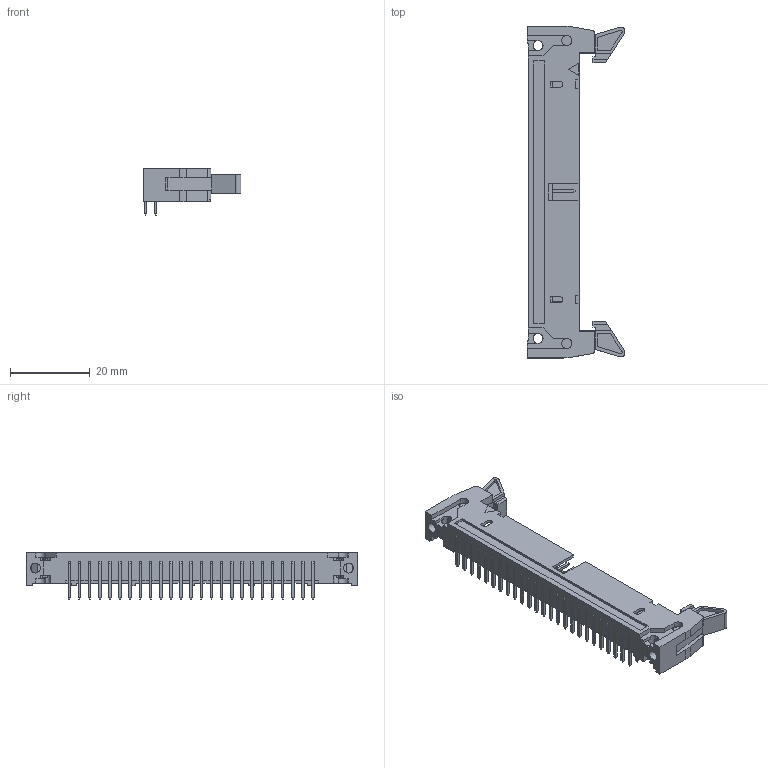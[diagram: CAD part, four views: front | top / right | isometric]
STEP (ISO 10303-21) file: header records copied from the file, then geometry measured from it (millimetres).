
FILE_DESCRIPTION(/* description */ ('Unknown'),/* implementation_level */ '2;1');
FILE_NAME(/* name */ 'J_Wurth_WR-BHD_61205022121',/* time_stamp */ '2025-05-15T11:24:12+08:00',/* author */ ('Unknown'),/* organization */ ('Unknown'),/* preprocessor_version */ 'ST-DEVELOPER v19.4',/* originating_system */ 'Solid Edge',/* authorisation */ 'Unknown');
FILE_SCHEMA (('AUTOMOTIVE_DESIGN {1 0 10303 214 3 1 1}'));
Length unit declared in the file: millimetre
Products named in the file (2): J_Wurth_WR-BHD_61205022121
Assembly tree (1 placements, depth 2):
  J_Wurth_WR-BHD_61205022121
    J_Wurth_WR-BHD_61205022121
Bounding box: 24.5 x 83 x 11.71 mm (x, y, z)
Volume: 5244 mm3; surface area: 9742.7 mm2
Topology: 53 solids, 53 shells, 1315 faces, 3350 edges, 2093 vertices
Faces by surface type: plane 1231, cylinder 84
Full cylindrical faces by diameter (mm): 2.5 x16
Entity records: 38933 total; most frequent: CARTESIAN_POINT 6742, ORIENTED_EDGE 6666, DIRECTION 6155, EDGE_CURVE 3333, LINE 3145, VECTOR 3145, VERTEX_POINT 2092, AXIS2_PLACEMENT_3D 1505
